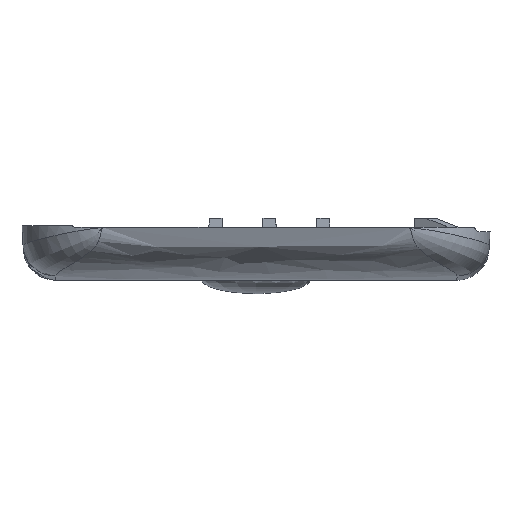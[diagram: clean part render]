
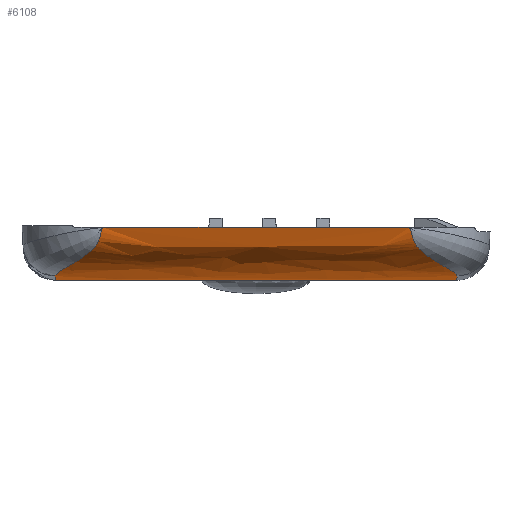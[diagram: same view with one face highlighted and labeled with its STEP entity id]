
A CAD part, front view. The second image highlights one B-rep face of the part: STEP entity #6108.
In plain terms, the highlighted free-form (B-spline) face has degree [5, 1] with [10, 2] control points.
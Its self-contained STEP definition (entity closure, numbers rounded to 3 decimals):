
#16=(
BOUNDED_SURFACE()
B_SPLINE_SURFACE(5,1,((#14123,#14124),(#14125,#14126),(#14127,#14128),(#14129,
#14130),(#14131,#14132),(#14133,#14134),(#14135,#14136),(#14137,#14138),
(#14139,#14140),(#14141,#14142)),.UNSPECIFIED.,.F.,.F.,.F.)
B_SPLINE_SURFACE_WITH_KNOTS((6,1,1,1,1,6),(2,2),(-1.,-0.8,-0.6,-0.4,-0.2,
0.),(-0.624,4.544),.UNSPECIFIED.)
GEOMETRIC_REPRESENTATION_ITEM()
RATIONAL_B_SPLINE_SURFACE(((1.,1.),(1.,1.),(1.,1.),(1.,1.),(1.,1.),(1.,
1.),(1.,1.),(1.,1.),(1.,1.),(1.,1.)))
REPRESENTATION_ITEM('')
SURFACE()
);
#477=B_SPLINE_CURVE_WITH_KNOTS('',3,(#14144,#14145,#14146,#14147,#14148,
#14149,#14150,#14151,#14152,#14153,#14154,#14155,#14156,#14157,#14158,#14159,
#14160,#14161,#14162,#14163,#14164),.UNSPECIFIED.,.F.,.F.,(4,1,1,1,1,1,
1,1,1,1,1,1,1,1,1,1,2,4),(-0.861,-0.775,-0.689,
-0.603,-0.516,-0.43,-0.344,
-0.258,-0.172,-0.129,-0.086,
-0.065,-0.043,-0.032,-0.022,
-0.011,0.,0.001),.UNSPECIFIED.);
#478=B_SPLINE_CURVE_WITH_KNOTS('',3,(#14166,#14167,#14168,#14169,#14170),
 .UNSPECIFIED.,.F.,.F.,(4,1,4),(0.,0.344,
0.802),.UNSPECIFIED.);
#479=B_SPLINE_CURVE_WITH_KNOTS('',3,(#14174,#14175,#14176,#14177,#14178),
 .UNSPECIFIED.,.F.,.F.,(4,1,4),(0.,0.458,
0.802),.UNSPECIFIED.);
#480=B_SPLINE_CURVE_WITH_KNOTS('',3,(#14179,#14180,#14181,#14182,#14183,
#14184,#14185,#14186,#14187,#14188,#14189,#14190,#14191,#14192,#14193,#14194,
#14195,#14196,#14197,#14198),.UNSPECIFIED.,.F.,.F.,(4,2,1,1,1,1,1,1,1,1,
1,1,1,1,1,1,4),(-0.862,-0.861,-0.85,
-0.839,-0.828,-0.818,-0.796,
-0.775,-0.732,-0.689,-0.603,
-0.516,-0.43,-0.344,-0.258,
-0.172,0.),.UNSPECIFIED.);
#895=FACE_OUTER_BOUND('',#1270,.T.);
#1270=EDGE_LOOP('',(#5175,#5176,#5177,#5178,#5179,#5180));
#1685=LINE('',#13244,#2033);
#1773=LINE('',#14172,#2121);
#2033=VECTOR('',#7379,10.);
#2121=VECTOR('',#7721,10.);
#2735=VERTEX_POINT('',#13241);
#2736=VERTEX_POINT('',#13243);
#2838=VERTEX_POINT('',#14143);
#2839=VERTEX_POINT('',#14165);
#2840=VERTEX_POINT('',#14171);
#2841=VERTEX_POINT('',#14173);
#3485=EDGE_CURVE('',#2736,#2735,#1685,.T.);
#3670=EDGE_CURVE('',#2838,#2735,#477,.T.);
#3671=EDGE_CURVE('',#2839,#2838,#478,.T.);
#3672=EDGE_CURVE('',#2839,#2840,#1773,.T.);
#3673=EDGE_CURVE('',#2841,#2840,#479,.T.);
#3674=EDGE_CURVE('',#2736,#2841,#480,.T.);
#5175=ORIENTED_EDGE('',*,*,#3485,.T.);
#5176=ORIENTED_EDGE('',*,*,#3670,.F.);
#5177=ORIENTED_EDGE('',*,*,#3671,.F.);
#5178=ORIENTED_EDGE('',*,*,#3672,.T.);
#5179=ORIENTED_EDGE('',*,*,#3673,.F.);
#5180=ORIENTED_EDGE('',*,*,#3674,.F.);
#6108=ADVANCED_FACE('',(#895),#16,.F.);
#7379=DIRECTION('',(-1.,0.,0.));
#7721=DIRECTION('',(1.,0.,0.));
#13241=CARTESIAN_POINT('',(2.475,-14.425,0.));
#13243=CARTESIAN_POINT('',(36.725,-14.425,0.));
#13244=CARTESIAN_POINT('',(36.725,-14.425,0.));
#14123=CARTESIAN_POINT('Ctrl Pts',(-6.239,2.575,-5.9));
#14124=CARTESIAN_POINT('Ctrl Pts',(45.442,2.575,-5.9));
#14125=CARTESIAN_POINT('Ctrl Pts',(-6.239,0.87,
-5.9));
#14126=CARTESIAN_POINT('Ctrl Pts',(45.442,0.87,-5.9));
#14127=CARTESIAN_POINT('Ctrl Pts',(-6.239,-2.254,
-5.837));
#14128=CARTESIAN_POINT('Ctrl Pts',(45.442,-2.254,-5.837));
#14129=CARTESIAN_POINT('Ctrl Pts',(-6.239,-6.081,
-5.553));
#14130=CARTESIAN_POINT('Ctrl Pts',(45.442,-6.081,-5.553));
#14131=CARTESIAN_POINT('Ctrl Pts',(-6.239,-9.693,
-4.844));
#14132=CARTESIAN_POINT('Ctrl Pts',(45.442,-9.693,-4.844));
#14133=CARTESIAN_POINT('Ctrl Pts',(-6.239,-12.478,
-3.557));
#14134=CARTESIAN_POINT('Ctrl Pts',(45.442,-12.478,-3.557));
#14135=CARTESIAN_POINT('Ctrl Pts',(-6.239,-13.75,
-2.281));
#14136=CARTESIAN_POINT('Ctrl Pts',(45.442,-13.75,-2.281));
#14137=CARTESIAN_POINT('Ctrl Pts',(-6.239,-14.261,
-1.194));
#14138=CARTESIAN_POINT('Ctrl Pts',(45.442,-14.261,-1.194));
#14139=CARTESIAN_POINT('Ctrl Pts',(-6.239,-14.404,-0.408));
#14140=CARTESIAN_POINT('Ctrl Pts',(45.442,-14.404,-0.408));
#14141=CARTESIAN_POINT('Ctrl Pts',(-6.239,-14.425,0.));
#14142=CARTESIAN_POINT('Ctrl Pts',(45.442,-14.425,0.));
#14143=CARTESIAN_POINT('',(-2.822,-5.923,-5.428));
#14144=CARTESIAN_POINT('Ctrl Pts',(-2.822,-5.923,
-5.428));
#14145=CARTESIAN_POINT('Ctrl Pts',(-2.825,-6.241,
-5.384));
#14146=CARTESIAN_POINT('Ctrl Pts',(-2.783,-6.888,-5.284));
#14147=CARTESIAN_POINT('Ctrl Pts',(-2.586,-7.855,
-5.1));
#14148=CARTESIAN_POINT('Ctrl Pts',(-2.265,-8.799,-4.879));
#14149=CARTESIAN_POINT('Ctrl Pts',(-1.824,-9.718,
-4.613));
#14150=CARTESIAN_POINT('Ctrl Pts',(-1.288,-10.584,
-4.302));
#14151=CARTESIAN_POINT('Ctrl Pts',(-0.655,-11.413,
-3.932));
#14152=CARTESIAN_POINT('Ctrl Pts',(0.045,-12.183,
-3.496));
#14153=CARTESIAN_POINT('Ctrl Pts',(0.683,-12.792,
-3.051));
#14154=CARTESIAN_POINT('Ctrl Pts',(1.217,-13.271,-2.599));
#14155=CARTESIAN_POINT('Ctrl Pts',(1.559,-13.572,-2.255));
#14156=CARTESIAN_POINT('Ctrl Pts',(1.836,-13.833,-1.88));
#14157=CARTESIAN_POINT('Ctrl Pts',(2.011,-14.014,-1.566));
#14158=CARTESIAN_POINT('Ctrl Pts',(2.152,-14.202,-1.143));
#14159=CARTESIAN_POINT('Ctrl Pts',(2.257,-14.345,-0.661));
#14160=CARTESIAN_POINT('Ctrl Pts',(2.362,-14.402,-0.293));
#14161=CARTESIAN_POINT('Ctrl Pts',(2.431,-14.419,-0.109));
#14162=CARTESIAN_POINT('Ctrl Pts',(2.468,-14.424,-0.017));
#14163=CARTESIAN_POINT('Ctrl Pts',(2.472,-14.425,-0.008));
#14164=CARTESIAN_POINT('Ctrl Pts',(2.475,-14.425,0.));
#14165=CARTESIAN_POINT('',(-2.8,2.575,-5.9));
#14166=CARTESIAN_POINT('Ctrl Pts',(-2.8,2.575,-5.9));
#14167=CARTESIAN_POINT('Ctrl Pts',(-2.8,1.393,-5.9));
#14168=CARTESIAN_POINT('Ctrl Pts',(-2.802,-1.386,
-5.856));
#14169=CARTESIAN_POINT('Ctrl Pts',(-2.811,-4.23,
-5.665));
#14170=CARTESIAN_POINT('Ctrl Pts',(-2.822,-5.923,
-5.428));
#14171=CARTESIAN_POINT('',(42.,2.575,-5.9));
#14172=CARTESIAN_POINT('',(0.,2.575,-5.9));
#14173=CARTESIAN_POINT('',(42.022,-5.923,-5.428));
#14174=CARTESIAN_POINT('Ctrl Pts',(42.022,-5.923,-5.428));
#14175=CARTESIAN_POINT('Ctrl Pts',(42.011,-4.23,-5.665));
#14176=CARTESIAN_POINT('Ctrl Pts',(42.002,-1.386,-5.856));
#14177=CARTESIAN_POINT('Ctrl Pts',(42.,1.393,-5.9));
#14178=CARTESIAN_POINT('Ctrl Pts',(42.,2.575,-5.9));
#14179=CARTESIAN_POINT('Ctrl Pts',(36.725,-14.425,0.));
#14180=CARTESIAN_POINT('Ctrl Pts',(36.728,-14.425,-0.008));
#14181=CARTESIAN_POINT('Ctrl Pts',(36.732,-14.424,-0.017));
#14182=CARTESIAN_POINT('Ctrl Pts',(36.77,-14.419,-0.109));
#14183=CARTESIAN_POINT('Ctrl Pts',(36.838,-14.402,-0.293));
#14184=CARTESIAN_POINT('Ctrl Pts',(36.943,-14.345,-0.661));
#14185=CARTESIAN_POINT('Ctrl Pts',(37.048,-14.202,-1.143));
#14186=CARTESIAN_POINT('Ctrl Pts',(37.189,-14.014,-1.566));
#14187=CARTESIAN_POINT('Ctrl Pts',(37.364,-13.833,-1.88));
#14188=CARTESIAN_POINT('Ctrl Pts',(37.641,-13.572,-2.255));
#14189=CARTESIAN_POINT('Ctrl Pts',(37.983,-13.271,-2.599));
#14190=CARTESIAN_POINT('Ctrl Pts',(38.517,-12.792,-3.051));
#14191=CARTESIAN_POINT('Ctrl Pts',(39.155,-12.183,-3.496));
#14192=CARTESIAN_POINT('Ctrl Pts',(39.855,-11.413,-3.933));
#14193=CARTESIAN_POINT('Ctrl Pts',(40.488,-10.584,-4.302));
#14194=CARTESIAN_POINT('Ctrl Pts',(41.025,-9.719,-4.613));
#14195=CARTESIAN_POINT('Ctrl Pts',(41.465,-8.798,-4.879));
#14196=CARTESIAN_POINT('Ctrl Pts',(41.893,-7.54,-5.174));
#14197=CARTESIAN_POINT('Ctrl Pts',(42.027,-6.559,-5.339));
#14198=CARTESIAN_POINT('Ctrl Pts',(42.022,-5.923,-5.428));
